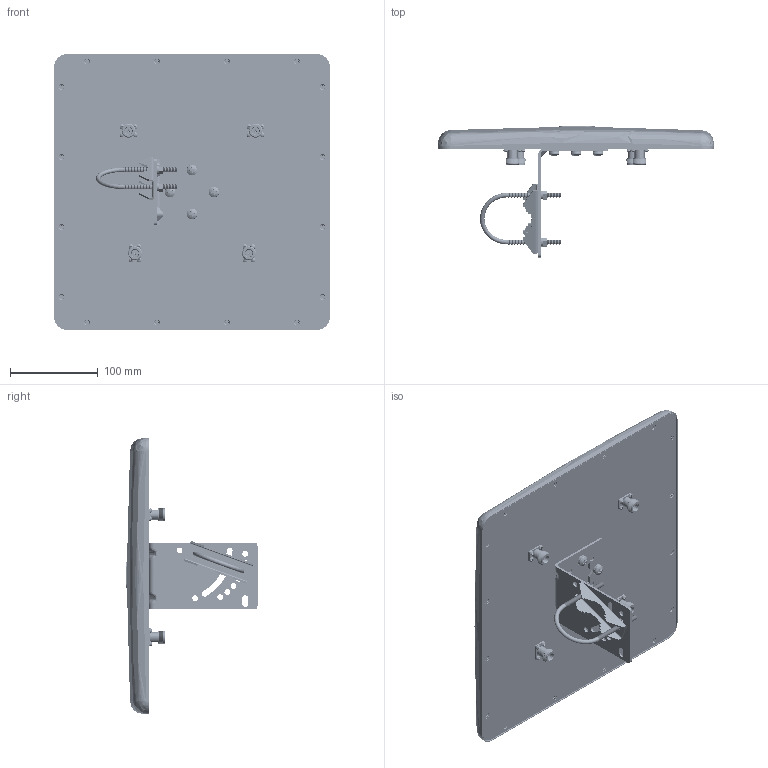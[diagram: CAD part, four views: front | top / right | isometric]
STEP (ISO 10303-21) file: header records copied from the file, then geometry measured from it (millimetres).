
FILE_DESCRIPTION (( 'STEP AP214' ), '1' );
FILE_NAME ('HG2458-14DP-4NF.STEP', '2014-05-05T20:01:48', ( 'L-Com' ), ( 'L-Com Global Connectivity' ), 'SwSTEP 2.0', 'SolidWorks 2014', '' );
FILE_SCHEMA (( 'AUTOMOTIVE_DESIGN' ));
Length unit declared in the file: inch
Products named in the file (11): XFS-0021; XFW-0007; XFS-0054; M2.9x9.5_FHPH sheetmetalScrew; HG2458-14DP-4NF_Connector; HG2458-14DP-4NF_Mount Hardware; HG2459-14DP-4NF_Ubolt; HG2458-14DP-4NF_Swivel-L-Bracket; HG2458-14DP-4NF_backplate; HG2458-14DP-4NF_Radome; HG2458-14DP-4NF
Assembly tree (49 placements, depth 3):
  HG2458-14DP-4NF
    HG2458-14DP-4NF_Radome
    HG2458-14DP-4NF_backplate
    HG2458-14DP-4NF_Mount Hardware
      HG2458-14DP-4NF_Swivel-L-Bracket
      HG2459-14DP-4NF_Ubolt
    HG2458-14DP-4NF_Connector  x4
    M2.9x9.5_FHPH sheetmetalScrew  x16
    XFS-0054  x4
    XFW-0007  x4
    XFS-0021  x16
Bounding box: 315 x 149.59 x 315 mm (x, y, z)
Volume: 609589.6 mm3; surface area: 526306.2 mm2
Topology: 49 solids, 49 shells, 4391 faces, 10587 edges, 6388 vertices
Faces by surface type: cone 2012, plane 1086, cylinder 775, bspline 372, torus 106, sphere 40
Entity records: 82780 total; most frequent: CARTESIAN_POINT 24415, ORIENTED_EDGE 8918, DIRECTION 8565, EDGE_CURVE 4459, AXIS2_PLACEMENT_3D 3188, VERTEX_POINT 2704, VECTOR 2189, LINE 2189
